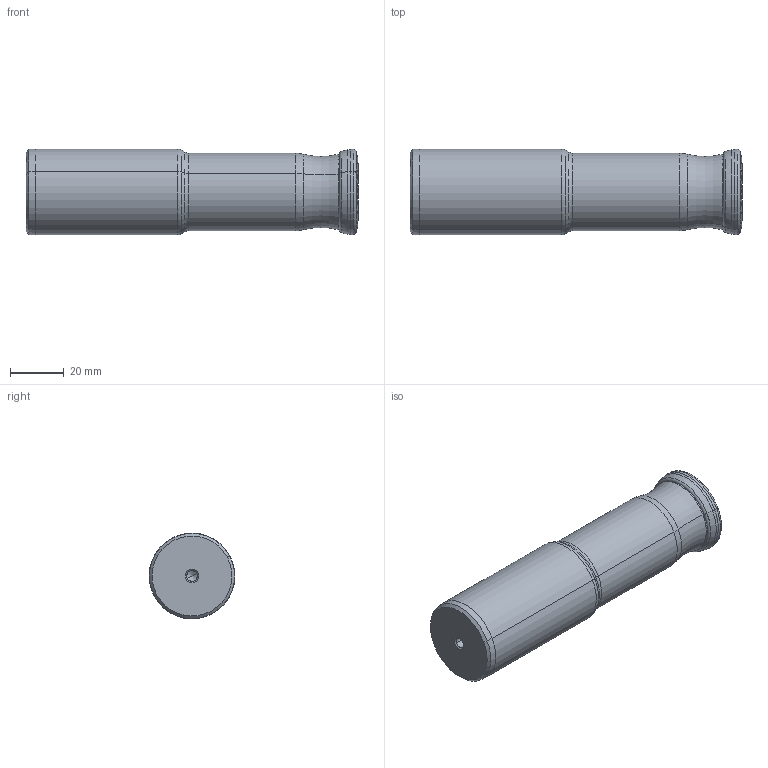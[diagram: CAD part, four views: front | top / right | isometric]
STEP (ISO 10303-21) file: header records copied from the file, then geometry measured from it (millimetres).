
FILE_DESCRIPTION(('CATIA V5 STEP Exchange'),'2;1');
FILE_NAME('Bm57900_BE90_SD06-032_Z05.stp','2019-06-03T11:43:59+00:00',('none'),('none'),'CATIA Version 5-6 Release 2016 SP5 HF39','CATIA V5 STEP AP203','none');
FILE_SCHEMA(('CONFIG_CONTROL_DESIGN'));
Length unit declared in the file: millimetre
Products named in the file (1): Bm56309-KSK_Kontrolle_Schnittkontur SDMT06-HFC
Bounding box: 124 x 31.99 x 31.99 mm (x, y, z)
Volume: 87988.5 mm3; surface area: 14733.8 mm2
Topology: 1 solids, 1 shells, 56 faces, 112 edges, 57 vertices
Faces by surface type: cone 20, torus 14, revolution 12, cylinder 8, plane 2
Entity records: 1505 total; most frequent: CARTESIAN_POINT 458, ORIENTED_EDGE 220, DIRECTION 157, EDGE_CURVE 110, AXIS2_PLACEMENT_3D 99, CIRCLE 76, EDGE_LOOP 57, VERTEX_POINT 57
